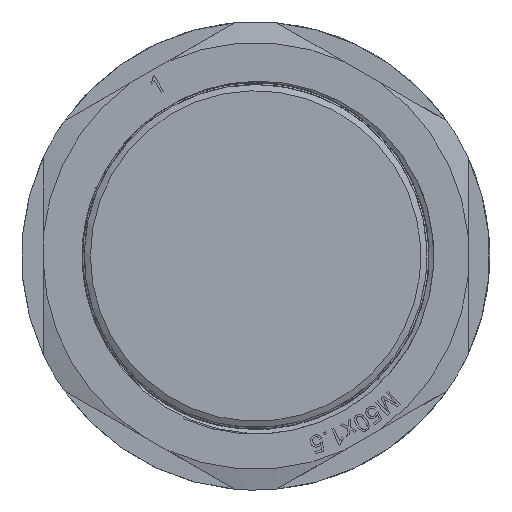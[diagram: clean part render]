
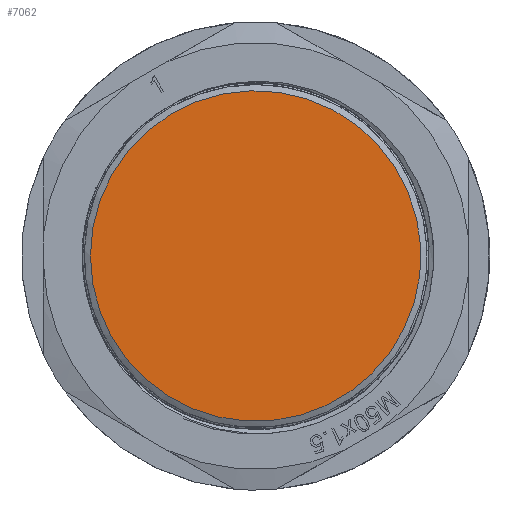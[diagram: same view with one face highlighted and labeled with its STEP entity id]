
A CAD part, front view. The second image highlights one B-rep face of the part: STEP entity #7062.
In plain terms, the highlighted planar face has unit normal (0, -1, 0).
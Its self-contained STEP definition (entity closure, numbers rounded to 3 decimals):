
#1388=PLANE('',#7661);
#1709=FACE_OUTER_BOUND('',#2165,.T.);
#2165=EDGE_LOOP('',(#5969));
#2678=CIRCLE('',#7660,23.19);
#3304=VERTEX_POINT('',#19877);
#4206=EDGE_CURVE('',#3304,#3304,#2678,.T.);
#5969=ORIENTED_EDGE('',*,*,#4206,.F.);
#7062=ADVANCED_FACE('',(#1709),#1388,.T.);
#7660=AXIS2_PLACEMENT_3D('',#19878,#9219,#9220);
#7661=AXIS2_PLACEMENT_3D('',#19879,#9221,#9222);
#9219=DIRECTION('center_axis',(0.,1.,0.));
#9220=DIRECTION('ref_axis',(1.,0.,0.));
#9221=DIRECTION('center_axis',(0.,-1.,0.));
#9222=DIRECTION('ref_axis',(0.,0.,-1.));
#19877=CARTESIAN_POINT('',(-23.19,7.968,0.));
#19878=CARTESIAN_POINT('Origin',(0.,7.968,
0.));
#19879=CARTESIAN_POINT('Origin',(24.7,7.968,0.));
